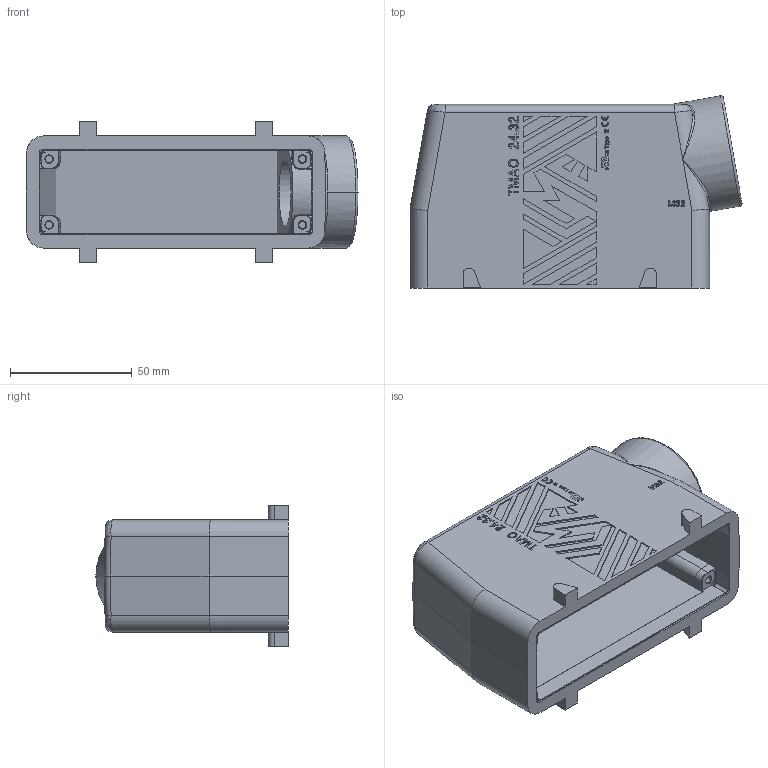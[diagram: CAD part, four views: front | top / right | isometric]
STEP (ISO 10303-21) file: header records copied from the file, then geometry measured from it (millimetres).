
FILE_DESCRIPTION(('Creo Elements/Direct Modeling STEP Export'),'2;1');
FILE_NAME('0ln7uvk53b7immv4816','2020-06-22T15:10:53',(''),(''),'Creo Elements/Direct Modeling STEP processor for AP214 (Solid Model)','Creo Elements/Direct Modeling 20.1B 02-Apr-2019 (C) Parametric Technology GmbH','');
FILE_SCHEMA(('AUTOMOTIVE_DESIGN { 1 0 10303 214 1 1 1 1 }'));
Products named in the file (2): TMAO_24.32B
Assembly tree (1 placements, depth 2):
  TMAO_24.32B
    TMAO_24.32B
Bounding box: 136.34 x 78.98 x 58 mm (x, y, z)
Volume: 166188.7 mm3; surface area: 62346.6 mm2
Topology: 1 solids, 5 shells, 1277 faces, 3686 edges, 2434 vertices
Faces by surface type: plane 1098, cylinder 91, bspline 66, cone 12, torus 10
Entity records: 54837 total; most frequent: CARTESIAN_POINT 18647, ORIENTED_EDGE 7364, DIRECTION 5710, EDGE_CURVE 3682, VECTOR 3132, LINE 3132, VERTEX_POINT 2434, EDGE_LOOP 1342
